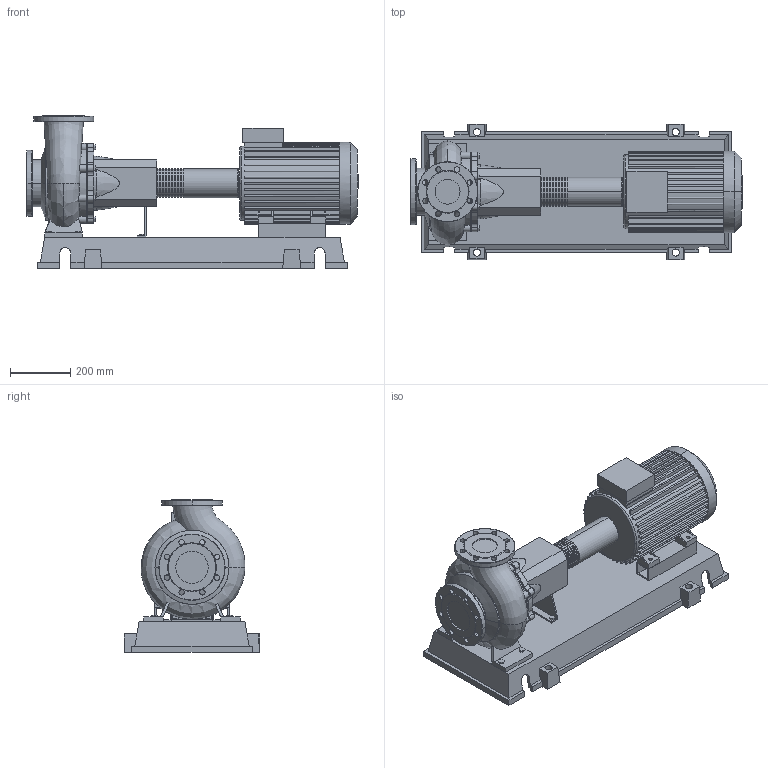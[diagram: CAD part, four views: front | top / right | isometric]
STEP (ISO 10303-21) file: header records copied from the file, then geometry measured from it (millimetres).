
FILE_DESCRIPTION((''),'2;1');
FILE_NAME('3d_NL80_160-7.5-2-12-4109229.stp','2015-03-03T07:17:56',(''),(''),'Mechanical Desktop 2009','Mechanical Desktop 2009',', , ');
FILE_SCHEMA(('CONFIG_CONTROL_DESIGN'));
Length unit declared in the file: millimetre
Products named in the file (1): Product
Bounding box: 1102.5 x 450 x 508 mm (x, y, z)
Volume: 50029817.1 mm3; surface area: 3205993.7 mm2
Topology: 13 solids, 13 shells, 873 faces, 2336 edges, 1537 vertices
Faces by surface type: plane 443, cylinder 245, bspline 157, cone 14, torus 14
Entity records: 31325 total; most frequent: CARTESIAN_POINT 9276, ORIENTED_EDGE 4674, DIRECTION 4425, EDGE_CURVE 2337, VERTEX_POINT 1536, AXIS2_PLACEMENT_3D 1477, VECTOR 1471, LINE 1471
